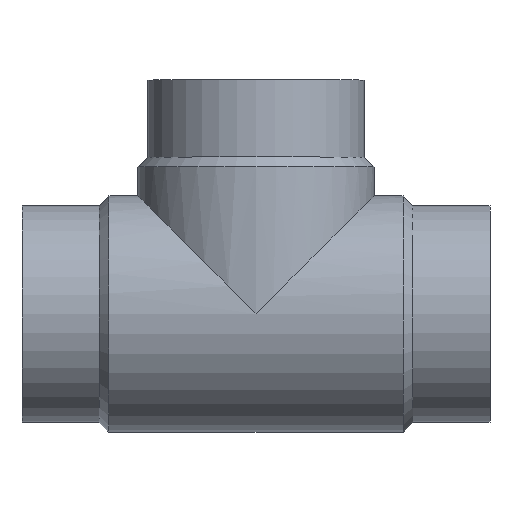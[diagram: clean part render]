
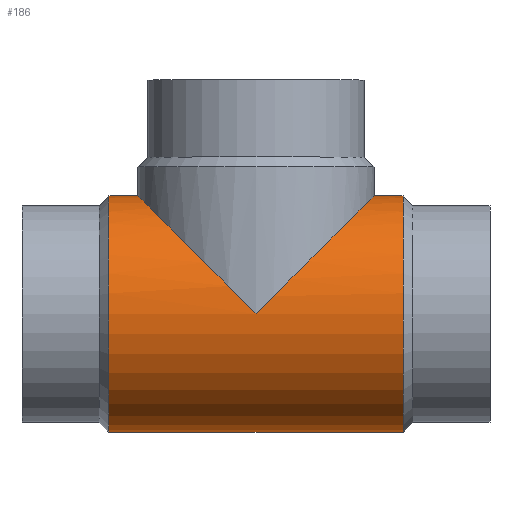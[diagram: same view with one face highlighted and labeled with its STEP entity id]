
A CAD part, top view. The second image highlights one B-rep face of the part: STEP entity #186.
In plain terms, the highlighted cylindrical face has radius 87.3 mm (diameter 174.6 mm), a partial arc.
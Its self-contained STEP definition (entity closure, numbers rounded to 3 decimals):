
#142 = EDGE_CURVE( '', #306, #160, #383, .T. );
#160 = VERTEX_POINT( '', #405 );
#164 = EDGE_CURVE( '', #160, #208, #410, .T. );
#166 = EDGE_CURVE( '', #194, #208, #412, .T. );
#174 = VERTEX_POINT( '', #422 );
#176 = EDGE_CURVE( '', #290, #222, #424, .T. );
#184 = EDGE_CURVE( '', #222, #174, #434, .T. );
#186 = ADVANCED_FACE( '', ( #436 ), #437, .T. );
#194 = VERTEX_POINT( '', #446 );
#208 = VERTEX_POINT( '', #460 );
#222 = VERTEX_POINT( '', #476 );
#226 = EDGE_CURVE( '', #174, #306, #480, .T. );
#290 = VERTEX_POINT( '', #547 );
#306 = VERTEX_POINT( '', #564 );
#322 = EDGE_CURVE( '', #194, #290, #582, .T. );
#383 = ELLIPSE( '', #644, 123.461, 87.3 );
#405 = CARTESIAN_POINT( '', ( -260.3, 87.3, 0. ) );
#410 = LINE( '', #676, #677 );
#412 = CIRCLE( '', #680, 87.3 );
#422 = CARTESIAN_POINT( '', ( -85.7, 87.3, 0. ) );
#424 = CIRCLE( '', #694, 87.3 );
#434 = LINE( '', #705, #706 );
#436 = FACE_OUTER_BOUND( '', #708, .T. );
#437 = CYLINDRICAL_SURFACE( '', #709, 87.3 );
#446 = CARTESIAN_POINT( '', ( -281.7, -87.3, 0. ) );
#460 = CARTESIAN_POINT( '', ( -281.7, 87.3, 0. ) );
#476 = CARTESIAN_POINT( '', ( -64.3, 87.3, 0. ) );
#480 = ELLIPSE( '', #761, 123.461, 87.3 );
#547 = CARTESIAN_POINT( '', ( -64.3, -87.3, 0. ) );
#564 = CARTESIAN_POINT( '', ( -173., 0., 87.3 ) );
#582 = LINE( '', #897, #898 );
#644 = AXIS2_PLACEMENT_3D( '', #973, #974, #975 );
#676 = CARTESIAN_POINT( '', ( -173., 87.3, 0. ) );
#677 = VECTOR( '', #1029, 1. );
#680 = AXIS2_PLACEMENT_3D( '', #1030, #1031, #1032 );
#694 = AXIS2_PLACEMENT_3D( '', #1053, #1054, #1055 );
#705 = CARTESIAN_POINT( '', ( -173., 87.3, 0. ) );
#706 = VECTOR( '', #1064, 1. );
#708 = EDGE_LOOP( '', ( #1066, #1067, #1068, #1069, #1070, #1071, #1072 ) );
#709 = AXIS2_PLACEMENT_3D( '', #1073, #1074, #1075 );
#761 = AXIS2_PLACEMENT_3D( '', #1113, #1114, #1115 );
#897 = CARTESIAN_POINT( '', ( -173., -87.3, 0. ) );
#898 = VECTOR( '', #1221, 1. );
#973 = CARTESIAN_POINT( '', ( -173., 0., 0. ) );
#974 = DIRECTION( '', ( -0.707, -0.707, 0. ) );
#975 = DIRECTION( '', ( 0.707, -0.707, 0. ) );
#1029 = DIRECTION( '', ( -1., 0., 0. ) );
#1030 = CARTESIAN_POINT( '', ( -281.7, 0., 0. ) );
#1031 = DIRECTION( '', ( -1., 0., 0. ) );
#1032 = DIRECTION( '', ( 0., 1., 0. ) );
#1053 = CARTESIAN_POINT( '', ( -64.3, 0., 0. ) );
#1054 = DIRECTION( '', ( -1., 0., 0. ) );
#1055 = DIRECTION( '', ( 0., 1., 0. ) );
#1064 = DIRECTION( '', ( -1., 0., 0. ) );
#1066 = ORIENTED_EDGE( '', *, *, #184, .T. );
#1067 = ORIENTED_EDGE( '', *, *, #226, .T. );
#1068 = ORIENTED_EDGE( '', *, *, #142, .T. );
#1069 = ORIENTED_EDGE( '', *, *, #164, .T. );
#1070 = ORIENTED_EDGE( '', *, *, #166, .F. );
#1071 = ORIENTED_EDGE( '', *, *, #322, .T. );
#1072 = ORIENTED_EDGE( '', *, *, #176, .T. );
#1073 = CARTESIAN_POINT( '', ( -173., 0., 0. ) );
#1074 = DIRECTION( '', ( 1., 0., 0. ) );
#1075 = DIRECTION( '', ( 0., 1., 0. ) );
#1113 = CARTESIAN_POINT( '', ( -173., 0., 0. ) );
#1114 = DIRECTION( '', ( 0.707, -0.707, 0. ) );
#1115 = DIRECTION( '', ( 0.707, 0.707, 0. ) );
#1221 = DIRECTION( '', ( 1., 0., 0. ) );
